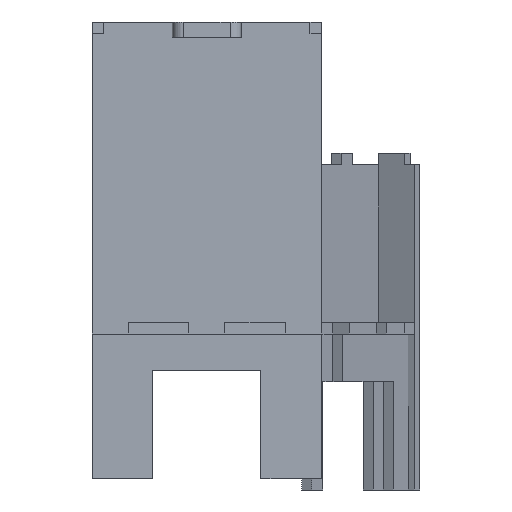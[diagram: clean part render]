
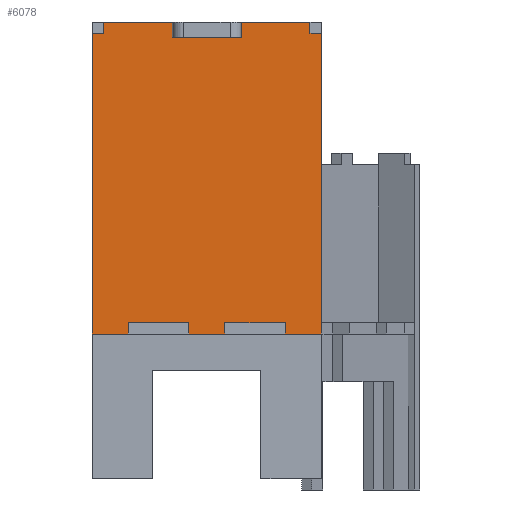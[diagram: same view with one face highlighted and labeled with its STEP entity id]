
A CAD part, front view. The second image highlights one B-rep face of the part: STEP entity #6078.
In plain terms, the highlighted planar face has unit normal (0, -1, 0).
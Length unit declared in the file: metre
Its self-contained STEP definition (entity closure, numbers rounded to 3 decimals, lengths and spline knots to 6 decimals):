
#1019=ORIENTED_EDGE('',*,*,#2274,.T.);
#1020=ORIENTED_EDGE('',*,*,#2249,.F.);
#1021=ORIENTED_EDGE('',*,*,#2275,.T.);
#1022=ORIENTED_EDGE('',*,*,#2276,.T.);
#1023=ORIENTED_EDGE('',*,*,#2277,.T.);
#1024=ORIENTED_EDGE('',*,*,#2278,.F.);
#1025=ORIENTED_EDGE('',*,*,#2279,.T.);
#1026=ORIENTED_EDGE('',*,*,#2280,.T.);
#1027=ORIENTED_EDGE('',*,*,#2281,.T.);
#1028=ORIENTED_EDGE('',*,*,#2282,.F.);
#1029=ORIENTED_EDGE('',*,*,#2283,.F.);
#1030=ORIENTED_EDGE('',*,*,#2284,.F.);
#1031=ORIENTED_EDGE('',*,*,#2285,.F.);
#1032=ORIENTED_EDGE('',*,*,#2286,.T.);
#1033=ORIENTED_EDGE('',*,*,#2287,.F.);
#1034=ORIENTED_EDGE('',*,*,#2288,.F.);
#1035=ORIENTED_EDGE('',*,*,#2289,.F.);
#1036=ORIENTED_EDGE('',*,*,#2290,.T.);
#1037=ORIENTED_EDGE('',*,*,#2291,.F.);
#1038=ORIENTED_EDGE('',*,*,#2272,.T.);
#2249=EDGE_CURVE('',#2955,#2957,#3685,.T.);
#2272=EDGE_CURVE('',#2978,#2977,#3708,.T.);
#2274=EDGE_CURVE('',#2977,#2957,#3710,.T.);
#2275=EDGE_CURVE('',#2955,#2979,#3711,.T.);
#2276=EDGE_CURVE('',#2979,#2980,#3712,.T.);
#2277=EDGE_CURVE('',#2980,#2981,#3713,.T.);
#2278=EDGE_CURVE('',#2982,#2981,#3714,.T.);
#2279=EDGE_CURVE('',#2982,#2983,#3715,.T.);
#2280=EDGE_CURVE('',#2983,#2984,#3716,.T.);
#2281=EDGE_CURVE('',#2984,#2985,#3717,.T.);
#2282=EDGE_CURVE('',#2986,#2985,#3718,.T.);
#2283=EDGE_CURVE('',#2987,#2986,#3719,.T.);
#2284=EDGE_CURVE('',#2988,#2987,#3720,.T.);
#2285=EDGE_CURVE('',#2989,#2988,#3721,.T.);
#2286=EDGE_CURVE('',#2989,#2990,#3722,.T.);
#2287=EDGE_CURVE('',#2991,#2990,#3723,.T.);
#2288=EDGE_CURVE('',#2992,#2991,#3724,.T.);
#2289=EDGE_CURVE('',#2993,#2992,#3725,.T.);
#2290=EDGE_CURVE('',#2993,#2994,#3726,.T.);
#2291=EDGE_CURVE('',#2978,#2994,#3727,.T.);
#2955=VERTEX_POINT('',#9236);
#2957=VERTEX_POINT('',#9239);
#2977=VERTEX_POINT('',#9283);
#2978=VERTEX_POINT('',#9285);
#2979=VERTEX_POINT('',#9290);
#2980=VERTEX_POINT('',#9292);
#2981=VERTEX_POINT('',#9294);
#2982=VERTEX_POINT('',#9296);
#2983=VERTEX_POINT('',#9298);
#2984=VERTEX_POINT('',#9300);
#2985=VERTEX_POINT('',#9302);
#2986=VERTEX_POINT('',#9304);
#2987=VERTEX_POINT('',#9306);
#2988=VERTEX_POINT('',#9308);
#2989=VERTEX_POINT('',#9310);
#2990=VERTEX_POINT('',#9312);
#2991=VERTEX_POINT('',#9314);
#2992=VERTEX_POINT('',#9316);
#2993=VERTEX_POINT('',#9318);
#2994=VERTEX_POINT('',#9320);
#3685=LINE('',#9238,#4543);
#3708=LINE('',#9284,#4566);
#3710=LINE('',#9288,#4568);
#3711=LINE('',#9289,#4569);
#3712=LINE('',#9291,#4570);
#3713=LINE('',#9293,#4571);
#3714=LINE('',#9295,#4572);
#3715=LINE('',#9297,#4573);
#3716=LINE('',#9299,#4574);
#3717=LINE('',#9301,#4575);
#3718=LINE('',#9303,#4576);
#3719=LINE('',#9305,#4577);
#3720=LINE('',#9307,#4578);
#3721=LINE('',#9309,#4579);
#3722=LINE('',#9311,#4580);
#3723=LINE('',#9313,#4581);
#3724=LINE('',#9315,#4582);
#3725=LINE('',#9317,#4583);
#3726=LINE('',#9319,#4584);
#3727=LINE('',#9321,#4585);
#4543=VECTOR('',#7576,1.);
#4566=VECTOR('',#7603,1.);
#4568=VECTOR('',#7607,1.);
#4569=VECTOR('',#7608,1.);
#4570=VECTOR('',#7609,1.);
#4571=VECTOR('',#7610,1.);
#4572=VECTOR('',#7611,1.);
#4573=VECTOR('',#7612,1.);
#4574=VECTOR('',#7613,1.);
#4575=VECTOR('',#7614,1.);
#4576=VECTOR('',#7615,1.);
#4577=VECTOR('',#7616,1.);
#4578=VECTOR('',#7617,1.);
#4579=VECTOR('',#7618,1.);
#4580=VECTOR('',#7619,1.);
#4581=VECTOR('',#7620,1.);
#4582=VECTOR('',#7621,1.);
#4583=VECTOR('',#7622,1.);
#4584=VECTOR('',#7623,1.);
#4585=VECTOR('',#7624,1.);
#5117=EDGE_LOOP('',(#1019,#1020,#1021,#1022,#1023,#1024,#1025,#1026,#1027,
#1028,#1029,#1030,#1031,#1032,#1033,#1034,#1035,#1036,#1037,#1038));
#5443=FACE_BOUND('',#5117,.T.);
#5761=PLANE('',#6581);
#6078=ADVANCED_FACE('',(#5443),#5761,.F.);
#6581=AXIS2_PLACEMENT_3D('',#9287,#7605,#7606);
#7576=DIRECTION('',(0.,0.,-1.));
#7603=DIRECTION('',(0.,0.,-1.));
#7605=DIRECTION('',(0.,1.,0.));
#7606=DIRECTION('',(0.,0.,1.));
#7607=DIRECTION('',(1.,0.,0.));
#7608=DIRECTION('',(1.,0.,0.));
#7609=DIRECTION('',(0.,0.,-1.));
#7610=DIRECTION('',(1.,0.,0.));
#7611=DIRECTION('',(0.,0.,-1.));
#7612=DIRECTION('',(1.,0.,0.));
#7613=DIRECTION('',(0.,0.,-1.));
#7614=DIRECTION('',(1.,0.,0.));
#7615=DIRECTION('',(0.,0.,-1.));
#7616=DIRECTION('',(1.,0.,0.));
#7617=DIRECTION('',(0.,0.,-1.));
#7618=DIRECTION('',(1.,0.,0.));
#7619=DIRECTION('',(0.,0.,-1.));
#7620=DIRECTION('',(1.,0.,0.));
#7621=DIRECTION('',(0.,0.,-1.));
#7622=DIRECTION('',(1.,0.,0.));
#7623=DIRECTION('',(0.,0.,-1.));
#7624=DIRECTION('',(1.,0.,0.));
#9236=CARTESIAN_POINT('',(-0.02175,-0.025175,0.003175));
#9238=CARTESIAN_POINT('',(-0.02175,-0.025175,0.08635));
#9239=CARTESIAN_POINT('',(-0.02175,-0.025175,0.));
#9283=CARTESIAN_POINT('',(-0.03175,-0.025175,0.));
#9284=CARTESIAN_POINT('',(-0.03175,-0.025175,0.083175));
#9285=CARTESIAN_POINT('',(-0.03175,-0.025175,0.083175));
#9287=CARTESIAN_POINT('',(-0.030163,-0.025175,0.083175));
#9288=CARTESIAN_POINT('',(-0.030163,-0.025175,0.));
#9289=CARTESIAN_POINT('',(-0.013375,-0.025175,0.003175));
#9290=CARTESIAN_POINT('',(-0.005,-0.025175,0.003175));
#9291=CARTESIAN_POINT('',(-0.005,-0.025175,0.083175));
#9292=CARTESIAN_POINT('',(-0.005,-0.025175,0.));
#9293=CARTESIAN_POINT('',(0.,-0.025175,0.));
#9294=CARTESIAN_POINT('',(0.005,-0.025175,0.));
#9295=CARTESIAN_POINT('',(0.005,-0.025175,0.083175));
#9296=CARTESIAN_POINT('',(0.005,-0.025175,0.003175));
#9297=CARTESIAN_POINT('',(0.013375,-0.025175,0.003175));
#9298=CARTESIAN_POINT('',(0.02175,-0.025175,0.003175));
#9299=CARTESIAN_POINT('',(0.02175,-0.025175,0.08635));
#9300=CARTESIAN_POINT('',(0.02175,-0.025175,0.));
#9301=CARTESIAN_POINT('',(0.030163,-0.025175,0.));
#9302=CARTESIAN_POINT('',(0.03175,-0.025175,0.));
#9303=CARTESIAN_POINT('',(0.03175,-0.025175,0.083175));
#9304=CARTESIAN_POINT('',(0.03175,-0.025175,0.083175));
#9305=CARTESIAN_POINT('',(0.030163,-0.025175,0.083175));
#9306=CARTESIAN_POINT('',(0.028575,-0.025175,0.083175));
#9307=CARTESIAN_POINT('',(0.028575,-0.025175,0.08635));
#9308=CARTESIAN_POINT('',(0.028575,-0.025175,0.08635));
#9309=CARTESIAN_POINT('',(0.025163,-0.025175,0.08635));
#9310=CARTESIAN_POINT('',(0.005,-0.025175,0.08635));
#9311=CARTESIAN_POINT('',(0.005,-0.025175,0.08635));
#9312=CARTESIAN_POINT('',(0.005,-0.025175,0.083175));
#9313=CARTESIAN_POINT('',(0.,-0.025175,0.083175));
#9314=CARTESIAN_POINT('',(-0.005,-0.025175,0.083175));
#9315=CARTESIAN_POINT('',(-0.005,-0.025175,0.08635));
#9316=CARTESIAN_POINT('',(-0.005,-0.025175,0.08635));
#9317=CARTESIAN_POINT('',(-0.025163,-0.025175,0.08635));
#9318=CARTESIAN_POINT('',(-0.028575,-0.025175,0.08635));
#9319=CARTESIAN_POINT('',(-0.028575,-0.025175,0.08635));
#9320=CARTESIAN_POINT('',(-0.028575,-0.025175,0.083175));
#9321=CARTESIAN_POINT('',(-0.030163,-0.025175,0.083175));
